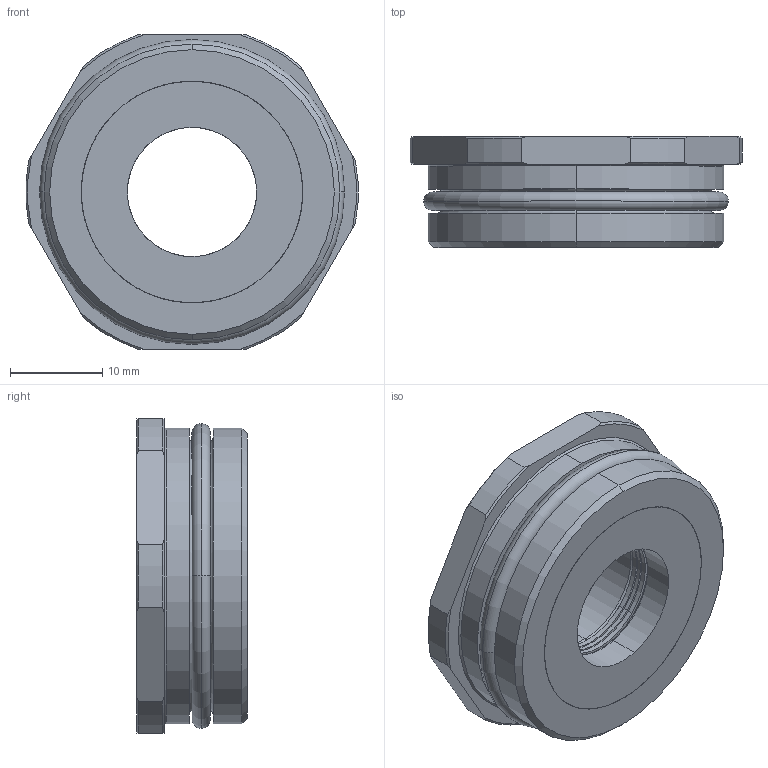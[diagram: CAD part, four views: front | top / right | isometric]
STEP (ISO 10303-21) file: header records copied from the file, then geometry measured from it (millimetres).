
FILE_DESCRIPTION (( 'STEP AP214' ), '1' );
FILE_NAME ('SB143234.STEP', '2013-06-26T07:34:25', ( '' ), ( '' ), 'SwSTEP 2.0', 'SolidWorks 2011', '' );
FILE_SCHEMA (( 'AUTOMOTIVE_DESIGN' ));
Length unit declared in the file: millimetre
Products named in the file (5): SB143234; tg14; tapa 9SB14; 9SB14; JT28x2
Assembly tree (4 placements, depth 2):
  SB143234
    tapa 9SB14
    tg14
    9SB14
    JT28x2
Bounding box: 35.93 x 12 x 34 mm (x, y, z)
Volume: 8081.5 mm3; surface area: 5988.5 mm2
Topology: 4 solids, 4 shells, 121 faces, 264 edges, 162 vertices
Faces by surface type: cylinder 50, torus 26, plane 25, cone 20
Entity records: 3628 total; most frequent: DIRECTION 660, CARTESIAN_POINT 626, ORIENTED_EDGE 528, AXIS2_PLACEMENT_3D 292, EDGE_CURVE 264, CIRCLE 164, VERTEX_POINT 162, EDGE_LOOP 140
